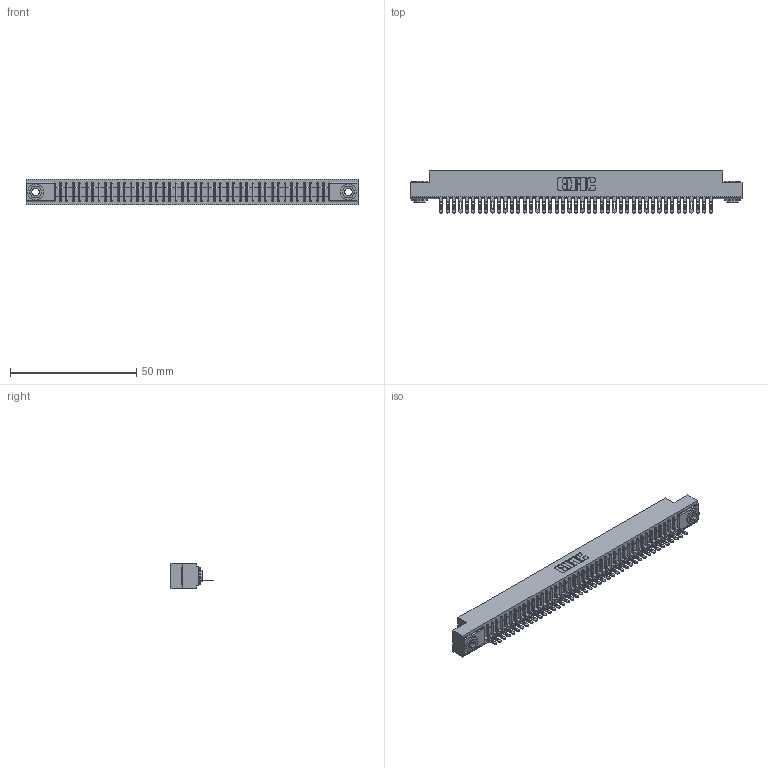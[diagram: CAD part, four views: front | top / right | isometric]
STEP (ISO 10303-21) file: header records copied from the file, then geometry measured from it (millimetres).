
FILE_DESCRIPTION (( 'STEP AP203' ), '1' );
FILE_NAME ('341-043-500-103.STEP', '2018-08-07T01:48:56', ( '' ), ( '' ), 'SwSTEP 2.0', 'SolidWorks 2016', '' );
FILE_SCHEMA (( 'CONFIG_CONTROL_DESIGN' ));
Length unit declared in the file: inch
Products named in the file (4): 341 Part_.156 (3.96) Dia Mounting Holes; 341-292-001_341-292-100; 345-250-002_345-250-002-102; 341-043-500-103
Assembly tree (46 placements, depth 2):
  341-043-500-103
    341 Part_.156 (3.96) Dia Mounting Holes
    341-292-001_341-292-100  x43
    345-250-002_345-250-002-102  x2
Bounding box: 131.44 x 16.69 x 10.16 mm (x, y, z)
Volume: 470.5 mm3; surface area: 15245.7 mm2
Topology: 45 solids, 46 shells, 3691 faces, 10618 edges, 6814 vertices
Faces by surface type: plane 2196, cylinder 1315, sphere 88, torus 84, cone 8
Entity records: 51603 total; most frequent: CARTESIAN_POINT 8743, ORIENTED_EDGE 8722, DIRECTION 8459, EDGE_CURVE 4361, VECTOR 3511, LINE 3511, VERTEX_POINT 2758, AXIS2_PLACEMENT_3D 2474
